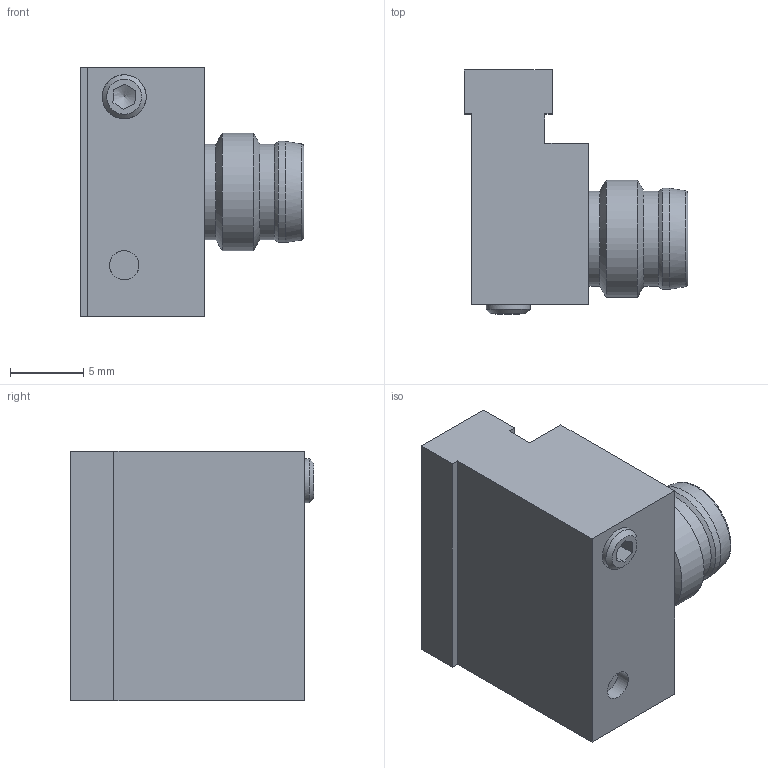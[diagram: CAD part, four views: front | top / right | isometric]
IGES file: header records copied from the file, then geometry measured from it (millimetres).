
Global section: file name: MZERT17; native system: Autodesk Inventor 2015; preprocessor: unknown; author: lck; date: 20150721.115105; units: millimetre
Bounding box: 15.25 x 16.65 x 17 mm (x, y, z)
Volume: 2100.3 mm3; surface area: 1653.4 mm2
Topology: 1 solids, 5 shells, 72 faces, 192 edges, 129 vertices
Faces by surface type: bspline 72
